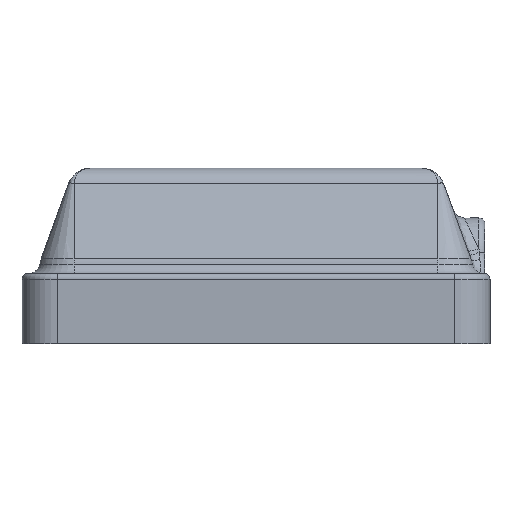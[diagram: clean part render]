
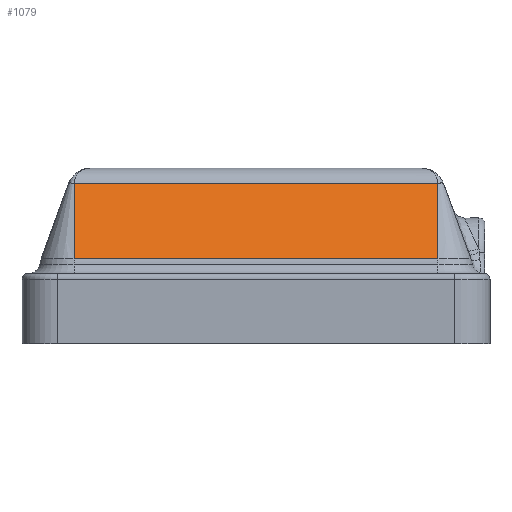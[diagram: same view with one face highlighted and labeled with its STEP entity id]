
A CAD part, left-side view. The second image highlights one B-rep face of the part: STEP entity #1079.
In plain terms, the highlighted planar face has unit normal (-0.94, 0, 0.342).
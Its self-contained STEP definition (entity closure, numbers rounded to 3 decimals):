
#152 = LINE ( 'NONE', #4817, #5471 ) ;
#192 = CARTESIAN_POINT ( 'NONE',  ( -18.369, -15.55, 7.255 ) ) ;
#322 = LINE ( 'NONE', #192, #3041 ) ;
#472 = CARTESIAN_POINT ( 'NONE',  ( -18.369, -15.55, 7.255 ) ) ;
#1079 = ADVANCED_FACE ( 'NONE', ( #4172 ), #2114, .T. ) ;
#1151 = DIRECTION ( 'NONE',  ( -0.94, 0., 0.342 ) ) ;
#1676 = ORIENTED_EDGE ( 'NONE', *, *, #3793, .T. ) ;
#1718 = CARTESIAN_POINT ( 'NONE',  ( -18.369, 15.55, 7.255 ) ) ;
#2047 = DIRECTION ( 'NONE',  ( 0., 1., 0. ) ) ;
#2060 = VERTEX_POINT ( 'NONE', #1718 ) ;
#2114 = PLANE ( 'NONE',  #2698 ) ;
#2263 = EDGE_LOOP ( 'NONE', ( #1676, #5543, #3634, #5052 ) ) ;
#2312 = CARTESIAN_POINT ( 'NONE',  ( -16.029, 15.55, 13.684 ) ) ;
#2510 = VECTOR ( 'NONE', #4683, 1000. ) ;
#2589 = VERTEX_POINT ( 'NONE', #2312 ) ;
#2698 = AXIS2_PLACEMENT_3D ( 'NONE', #4734, #1151, #2047 ) ;
#3041 = VECTOR ( 'NONE', #3241, 1000. ) ;
#3241 = DIRECTION ( 'NONE',  ( 0., -1., 0. ) ) ;
#3303 = EDGE_CURVE ( 'NONE', #2060, #2589, #3434, .T. ) ;
#3434 = LINE ( 'NONE', #5451, #4524 ) ;
#3634 = ORIENTED_EDGE ( 'NONE', *, *, #3303, .F. ) ;
#3793 = EDGE_CURVE ( 'NONE', #5176, #4112, #152, .T. ) ;
#3931 = DIRECTION ( 'NONE',  ( 0.342, 0., 0.94 ) ) ;
#4087 = CARTESIAN_POINT ( 'NONE',  ( -16.029, -15.55, 13.684 ) ) ;
#4112 = VERTEX_POINT ( 'NONE', #4087 ) ;
#4172 = FACE_OUTER_BOUND ( 'NONE', #2263, .T. ) ;
#4358 = EDGE_CURVE ( 'NONE', #4112, #2589, #6293, .T. ) ;
#4524 = VECTOR ( 'NONE', #3931, 1000. ) ;
#4677 = EDGE_CURVE ( 'NONE', #2060, #5176, #322, .T. ) ;
#4683 = DIRECTION ( 'NONE',  ( 0., 1., 0. ) ) ;
#4734 = CARTESIAN_POINT ( 'NONE',  ( -15.55, 0., 15. ) ) ;
#4782 = DIRECTION ( 'NONE',  ( 0.342, 0., 0.94 ) ) ;
#4817 = CARTESIAN_POINT ( 'NONE',  ( -18.55, -15.55, 6.758 ) ) ;
#5052 = ORIENTED_EDGE ( 'NONE', *, *, #4677, .T. ) ;
#5176 = VERTEX_POINT ( 'NONE', #472 ) ;
#5178 = CARTESIAN_POINT ( 'NONE',  ( -16.029, 0., 13.684 ) ) ;
#5451 = CARTESIAN_POINT ( 'NONE',  ( -18.55, 15.55, 6.758 ) ) ;
#5471 = VECTOR ( 'NONE', #4782, 1000. ) ;
#5543 = ORIENTED_EDGE ( 'NONE', *, *, #4358, .T. ) ;
#6293 = LINE ( 'NONE', #5178, #2510 ) ;
